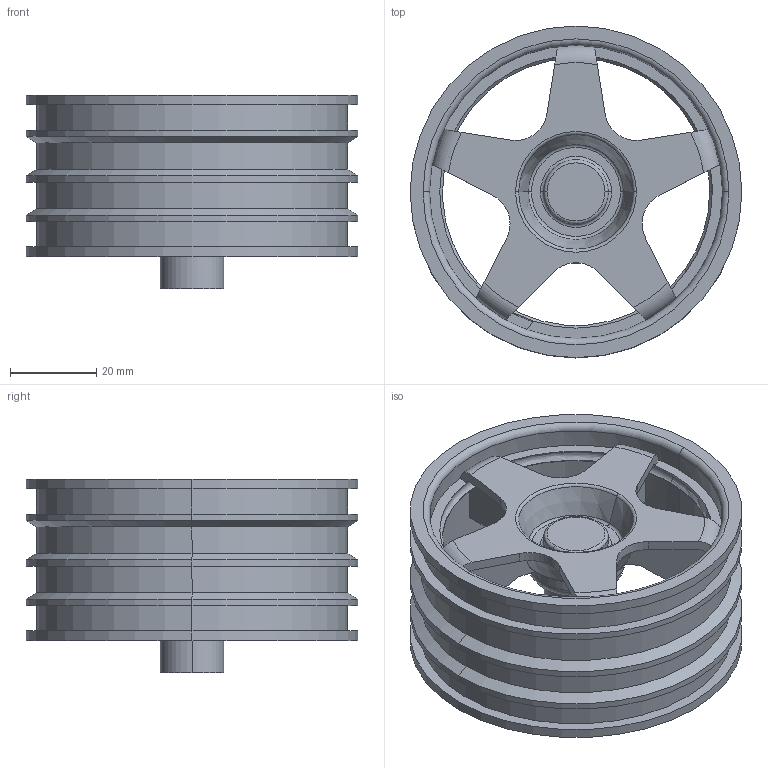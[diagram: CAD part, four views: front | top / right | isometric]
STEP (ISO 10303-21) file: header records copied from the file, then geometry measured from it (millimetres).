
FILE_DESCRIPTION (( 'STEP AP203' ), '1' );
FILE_NAME ('Rim.STEP', '2024-09-27T14:51:11', ( '' ), ( '' ), 'SwSTEP 2.0', 'SolidWorks 2023', '' );
FILE_SCHEMA (( 'CONFIG_CONTROL_DESIGN' ));
Length unit declared in the file: millimetre
Products named in the file (1): Rim
Bounding box: 77.1 x 77.1 x 45 mm (x, y, z)
Volume: 37800.5 mm3; surface area: 33237 mm2
Topology: 1 solids, 1 shells, 161 faces, 444 edges, 287 vertices
Faces by surface type: plane 68, cylinder 42, torus 37, cone 14
Entity records: 5712 total; most frequent: CARTESIAN_POINT 1451, DIRECTION 903, ORIENTED_EDGE 888, EDGE_CURVE 444, AXIS2_PLACEMENT_3D 357, VERTEX_POINT 287, CIRCLE 195, VECTOR 189
